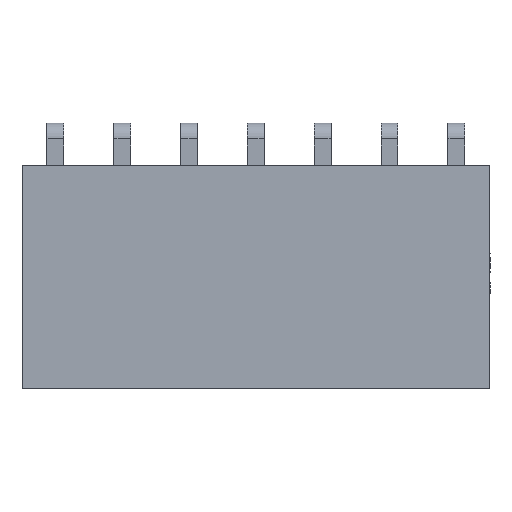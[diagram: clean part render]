
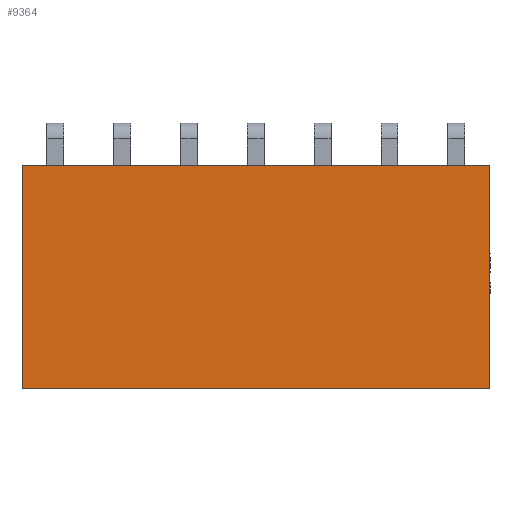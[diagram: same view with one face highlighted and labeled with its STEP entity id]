
A CAD part, top view. The second image highlights one B-rep face of the part: STEP entity #9364.
In plain terms, the highlighted planar face has unit normal (0, 0, 1).
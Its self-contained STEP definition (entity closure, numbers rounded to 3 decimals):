
#774 = CARTESIAN_POINT ( 'NONE',  ( 8.89, -4.25, 2.5 ) ) ;
#1189 = DIRECTION ( 'NONE',  ( -1., 0., 0. ) ) ;
#1265 = VECTOR ( 'NONE', #12941, 1000. ) ;
#3197 = ORIENTED_EDGE ( 'NONE', *, *, #26383, .T. ) ;
#4061 = DIRECTION ( 'NONE',  ( -1., 0., 0. ) ) ;
#6258 = AXIS2_PLACEMENT_3D ( 'NONE', #25947, #15593, #11018 ) ;
#6550 = LINE ( 'NONE', #12489, #20102 ) ;
#6743 = PLANE ( 'NONE',  #6258 ) ;
#6972 = VERTEX_POINT ( 'NONE', #8534 ) ;
#7128 = VECTOR ( 'NONE', #1189, 1000. ) ;
#7385 = EDGE_CURVE ( 'NONE', #9812, #6972, #10317, .T. ) ;
#8534 = CARTESIAN_POINT ( 'NONE',  ( -8.89, 4.25, 2.5 ) ) ;
#9166 = DIRECTION ( 'NONE',  ( 0., 1., 0. ) ) ;
#9364 = ADVANCED_FACE ( 'NONE', ( #13091 ), #6743, .F. ) ;
#9527 = ORIENTED_EDGE ( 'NONE', *, *, #19465, .F. ) ;
#9812 = VERTEX_POINT ( 'NONE', #24226 ) ;
#10317 = LINE ( 'NONE', #15177, #1265 ) ;
#11018 = DIRECTION ( 'NONE',  ( 0., -1., 0. ) ) ;
#11345 = VERTEX_POINT ( 'NONE', #19408 ) ;
#12489 = CARTESIAN_POINT ( 'NONE',  ( 8.89, -4.25, 2.5 ) ) ;
#12941 = DIRECTION ( 'NONE',  ( 0., 1., 0. ) ) ;
#13091 = FACE_OUTER_BOUND ( 'NONE', #14610, .T. ) ;
#13110 = CARTESIAN_POINT ( 'NONE',  ( 8.89, 4.25, 2.5 ) ) ;
#14610 = EDGE_LOOP ( 'NONE', ( #17548, #18158, #9527, #3197 ) ) ;
#15177 = CARTESIAN_POINT ( 'NONE',  ( -8.89, -4.25, 2.5 ) ) ;
#15593 = DIRECTION ( 'NONE',  ( 0., 0., -1. ) ) ;
#15847 = CARTESIAN_POINT ( 'NONE',  ( 8.89, 4.25, 2.5 ) ) ;
#15918 = VECTOR ( 'NONE', #9166, 1000. ) ;
#17323 = EDGE_CURVE ( 'NONE', #25340, #6972, #26605, .T. ) ;
#17548 = ORIENTED_EDGE ( 'NONE', *, *, #17323, .T. ) ;
#18158 = ORIENTED_EDGE ( 'NONE', *, *, #7385, .F. ) ;
#19408 = CARTESIAN_POINT ( 'NONE',  ( 8.89, -4.25, 2.5 ) ) ;
#19465 = EDGE_CURVE ( 'NONE', #11345, #9812, #6550, .T. ) ;
#19683 = LINE ( 'NONE', #774, #15918 ) ;
#20102 = VECTOR ( 'NONE', #4061, 1000. ) ;
#24226 = CARTESIAN_POINT ( 'NONE',  ( -8.89, -4.25, 2.5 ) ) ;
#25340 = VERTEX_POINT ( 'NONE', #13110 ) ;
#25947 = CARTESIAN_POINT ( 'NONE',  ( 8.89, -4.25, 2.5 ) ) ;
#26383 = EDGE_CURVE ( 'NONE', #11345, #25340, #19683, .T. ) ;
#26605 = LINE ( 'NONE', #15847, #7128 ) ;
